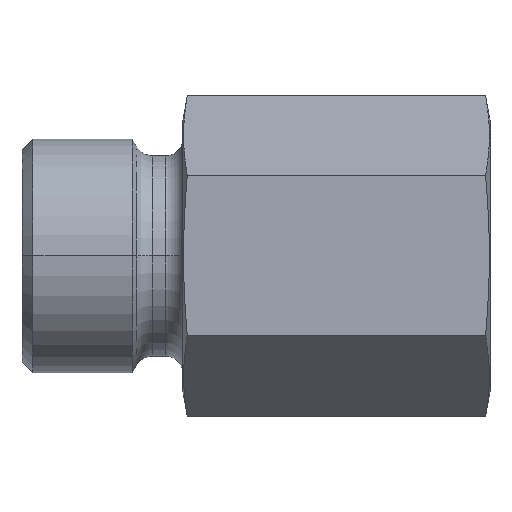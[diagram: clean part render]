
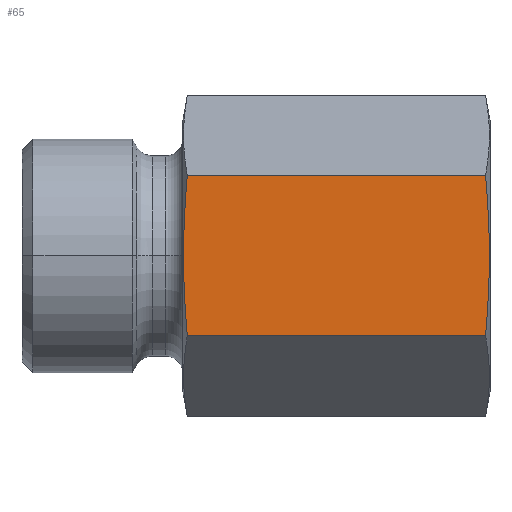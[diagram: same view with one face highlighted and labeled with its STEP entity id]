
A CAD part, top view. The second image highlights one B-rep face of the part: STEP entity #65.
In plain terms, the highlighted planar face has unit normal (0, 0, 1).
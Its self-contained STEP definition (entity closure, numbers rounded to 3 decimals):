
#65=ADVANCED_FACE('NONE',(#130),#131,.F.);
#130=FACE_OUTER_BOUND('',#225,.T.);
#131=PLANE('',#226);
#225=EDGE_LOOP('',(#421,#422,#423,#424,#425,#426));
#226=AXIS2_PLACEMENT_3D('',#427,#428,#429);
#421=ORIENTED_EDGE('',*,*,#682,.F.);
#422=ORIENTED_EDGE('',*,*,#683,.T.);
#423=ORIENTED_EDGE('',*,*,#618,.T.);
#424=ORIENTED_EDGE('',*,*,#681,.T.);
#425=ORIENTED_EDGE('',*,*,#674,.F.);
#426=ORIENTED_EDGE('',*,*,#684,.F.);
#427=CARTESIAN_POINT('',(32.0,5.485,9.5));
#428=DIRECTION('',(0.0,0.0,-1.0));
#429=DIRECTION('',(0.0,-1.0,0.0));
#618=EDGE_CURVE('NONE',#722,#720,#723,.T.);
#674=EDGE_CURVE('NONE',#818,#820,#821,.T.);
#681=EDGE_CURVE('NONE',#720,#820,#831,.T.);
#682=EDGE_CURVE('NONE',#832,#833,#834,.T.);
#683=EDGE_CURVE('NONE',#832,#722,#835,.T.);
#684=EDGE_CURVE('NONE',#833,#818,#836,.T.);
#720=VERTEX_POINT('NONE',#884);
#722=VERTEX_POINT('NONE',#890);
#723=B_SPLINE_CURVE_WITH_KNOTS('',3,(#891,#892,#893,#894),.UNSPECIFIED.,.F.,.F.,(4,4),(0.015,0.02),.UNSPECIFIED.);
#818=VERTEX_POINT('NONE',#1012);
#820=VERTEX_POINT('NONE',#1015);
#821=B_SPLINE_CURVE_WITH_KNOTS('',3,(#1016,#1017,#1018,#1019),.UNSPECIFIED.,.F.,.F.,(4,4),(0.015,0.02),.UNSPECIFIED.);
#831=LINE('',#1043,#1044);
#832=VERTEX_POINT('NONE',#1045);
#833=VERTEX_POINT('NONE',#1046);
#834=LINE('',#1047,#1048);
#835=B_SPLINE_CURVE_WITH_KNOTS('',3,(#1049,#1050,#1051,#1052,#1053,#1054),.UNSPECIFIED.,.F.,.F.,(4,2,4),(0.009,0.012,0.015),.UNSPECIFIED.);
#836=B_SPLINE_CURVE_WITH_KNOTS('',3,(#1055,#1056,#1057,#1058,#1059,#1060),.UNSPECIFIED.,.F.,.F.,(4,2,4),(0.009,0.012,0.015),.UNSPECIFIED.);
#884=CARTESIAN_POINT('',(31.697,5.485,9.5));
#890=CARTESIAN_POINT('',(31.956,0.,9.5));
#891=CARTESIAN_POINT('',(31.956,0.,9.5));
#892=CARTESIAN_POINT('',(31.956,1.83,9.5));
#893=CARTESIAN_POINT('',(31.858,3.658,9.5));
#894=CARTESIAN_POINT('',(31.697,5.485,9.5));
#1012=CARTESIAN_POINT('',(11.044,0.,9.5));
#1015=CARTESIAN_POINT('',(11.303,5.485,9.5));
#1016=CARTESIAN_POINT('',(11.044,0.,9.5));
#1017=CARTESIAN_POINT('',(11.044,1.83,9.5));
#1018=CARTESIAN_POINT('',(11.142,3.658,9.5));
#1019=CARTESIAN_POINT('',(11.303,5.485,9.5));
#1043=CARTESIAN_POINT('',(32.0,5.485,9.5));
#1044=VECTOR('',#1243,1000.0);
#1045=CARTESIAN_POINT('',(31.697,-5.485,9.5));
#1046=CARTESIAN_POINT('',(11.303,-5.485,9.5));
#1047=CARTESIAN_POINT('',(32.0,-5.485,9.5));
#1048=VECTOR('',#1244,1000.0);
#1049=CARTESIAN_POINT('',(31.697,-5.485,9.5));
#1050=CARTESIAN_POINT('',(31.777,-4.572,9.5));
#1051=CARTESIAN_POINT('',(31.843,-3.657,9.5));
#1052=CARTESIAN_POINT('',(31.932,-1.828,9.5));
#1053=CARTESIAN_POINT('',(31.956,-0.914,9.5));
#1054=CARTESIAN_POINT('',(31.956,0.,9.5));
#1055=CARTESIAN_POINT('',(11.303,-5.485,9.5));
#1056=CARTESIAN_POINT('',(11.223,-4.572,9.5));
#1057=CARTESIAN_POINT('',(11.157,-3.657,9.5));
#1058=CARTESIAN_POINT('',(11.068,-1.828,9.5));
#1059=CARTESIAN_POINT('',(11.044,-0.914,9.5));
#1060=CARTESIAN_POINT('',(11.044,0.,9.5));
#1243=DIRECTION('',(-1.0,-0.0,-0.0));
#1244=DIRECTION('',(-1.0,-0.0,-0.0));
